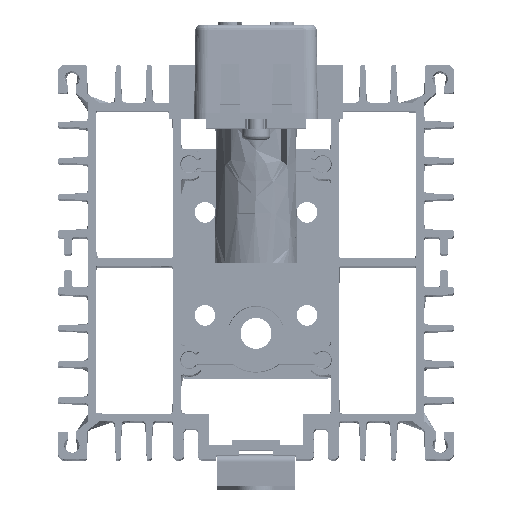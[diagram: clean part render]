
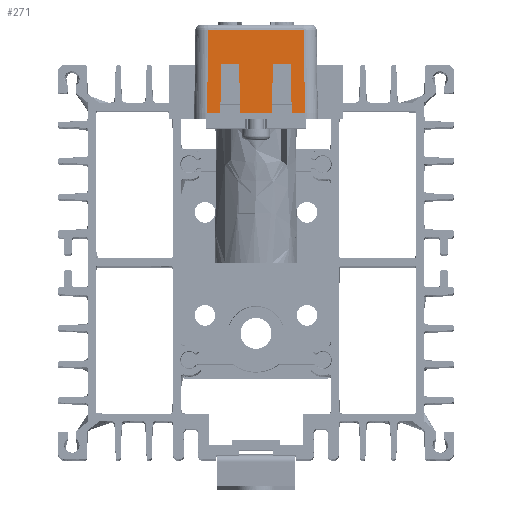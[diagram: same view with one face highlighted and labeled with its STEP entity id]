
A CAD part, top view. The second image highlights one B-rep face of the part: STEP entity #271.
In plain terms, the highlighted planar face has unit normal (0, 0.035, 0.999).
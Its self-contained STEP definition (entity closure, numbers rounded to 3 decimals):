
#271=ADVANCED_FACE($,(#867),#7526,.T.);
#867=FACE_OUTER_BOUND($,#1427,.T.);
#1427=EDGE_LOOP($,(#2920,#2921,#2922,#2923,#2924,#2925,#2926,#2927,#2928,
#2929,#2930,#2931));
#2920=ORIENTED_EDGE($,*,*,#5300,.T.);
#2921=ORIENTED_EDGE($,*,*,#5139,.F.);
#2922=ORIENTED_EDGE($,*,*,#5292,.F.);
#2923=ORIENTED_EDGE($,*,*,#5294,.F.);
#2924=ORIENTED_EDGE($,*,*,#5293,.F.);
#2925=ORIENTED_EDGE($,*,*,#5113,.F.);
#2926=ORIENTED_EDGE($,*,*,#5234,.F.);
#2927=ORIENTED_EDGE($,*,*,#5235,.F.);
#2928=ORIENTED_EDGE($,*,*,#5236,.F.);
#2929=ORIENTED_EDGE($,*,*,#5158,.F.);
#2930=ORIENTED_EDGE($,*,*,#5301,.T.);
#2931=ORIENTED_EDGE($,*,*,#5302,.T.);
#5113=EDGE_CURVE($,#6443,#6446,#8009,.T.);
#5139=EDGE_CURVE($,#6458,#6460,#8035,.T.);
#5158=EDGE_CURVE($,#6474,#6471,#8054,.T.);
#5234=EDGE_CURVE($,#6520,#6443,#8736,.T.);
#5235=EDGE_CURVE($,#6521,#6520,#8737,.T.);
#5236=EDGE_CURVE($,#6471,#6521,#8738,.T.);
#5292=EDGE_CURVE($,#6549,#6458,#8131,.T.);
#5293=EDGE_CURVE($,#6446,#6550,#8132,.T.);
#5294=EDGE_CURVE($,#6550,#6549,#8133,.T.);
#5300=EDGE_CURVE($,#6553,#6460,#8139,.T.);
#5301=EDGE_CURVE($,#6474,#6554,#8140,.T.);
#5302=EDGE_CURVE($,#6554,#6553,#8141,.T.);
#6443=VERTEX_POINT($,#13569);
#6446=VERTEX_POINT($,#13572);
#6458=VERTEX_POINT($,#13584);
#6460=VERTEX_POINT($,#13586);
#6471=VERTEX_POINT($,#13597);
#6474=VERTEX_POINT($,#13600);
#6520=VERTEX_POINT($,#13646);
#6521=VERTEX_POINT($,#13647);
#6549=VERTEX_POINT($,#13675);
#6550=VERTEX_POINT($,#13676);
#6553=VERTEX_POINT($,#13679);
#6554=VERTEX_POINT($,#13680);
#7526=PLANE($,#9387);
#8009=B_SPLINE_CURVE_WITH_KNOTS($,1,(#12201,#12202),.UNSPECIFIED.,.F.,.F.,
(2,2),(60.523,63.074),.UNSPECIFIED.);
#8035=B_SPLINE_CURVE_WITH_KNOTS($,1,(#12299,#12300),.UNSPECIFIED.,.F.,.F.,
(2,2),(66.974,73.074),.UNSPECIFIED.);
#8054=B_SPLINE_CURVE_WITH_KNOTS($,1,(#12367,#12368),.UNSPECIFIED.,.F.,.F.,
(2,2),(76.975,79.525),.UNSPECIFIED.);
#8131=B_SPLINE_CURVE_WITH_KNOTS($,3,(#12823,#12824,#12825,#12826),.UNSPECIFIED.,
.F.,.F.,(4,4),(0.,9.559),.UNSPECIFIED.);
#8132=B_SPLINE_CURVE_WITH_KNOTS($,3,(#12827,#12828,#12829,#12830),.UNSPECIFIED.,
.F.,.F.,(4,4),(-9.559,0.),.UNSPECIFIED.);
#8133=B_SPLINE_CURVE_WITH_KNOTS($,3,(#12831,#12832,#12833,#12834),.UNSPECIFIED.,
.F.,.F.,(4,4),(-3.4,0.),.UNSPECIFIED.);
#8139=B_SPLINE_CURVE_WITH_KNOTS($,3,(#12855,#12856,#12857,#12858),.UNSPECIFIED.,
.F.,.F.,(4,4),(0.,9.559),.UNSPECIFIED.);
#8140=B_SPLINE_CURVE_WITH_KNOTS($,3,(#12859,#12860,#12861,#12862),.UNSPECIFIED.,
.F.,.F.,(4,4),(-9.559,0.),.UNSPECIFIED.);
#8141=B_SPLINE_CURVE_WITH_KNOTS($,3,(#12863,#12864,#12865,#12866),.UNSPECIFIED.,
.F.,.F.,(4,4),(-3.4,0.),.UNSPECIFIED.);
#8736=(
BOUNDED_CURVE()
B_SPLINE_CURVE(3,(#12608,#12609,#12610,#12611),.UNSPECIFIED.,.F.,.F.)
B_SPLINE_CURVE_WITH_KNOTS((4,4),(0.93,17.226),.UNSPECIFIED.)
CURVE()
GEOMETRIC_REPRESENTATION_ITEM()
RATIONAL_B_SPLINE_CURVE((1.,1.,1.,1.))
REPRESENTATION_ITEM($)
);
#8737=(
BOUNDED_CURVE()
B_SPLINE_CURVE(3,(#12612,#12613,#12614,#12615),.UNSPECIFIED.,.F.,.F.)
B_SPLINE_CURVE_WITH_KNOTS((4,4),(2.485,21.015),.UNSPECIFIED.)
CURVE()
GEOMETRIC_REPRESENTATION_ITEM()
RATIONAL_B_SPLINE_CURVE((1.,1.,1.,1.))
REPRESENTATION_ITEM($)
);
#8738=(
BOUNDED_CURVE()
B_SPLINE_CURVE(3,(#12616,#12617,#12618,#12619),.UNSPECIFIED.,.F.,.F.)
B_SPLINE_CURVE_WITH_KNOTS((4,4),(0.036,16.333),.UNSPECIFIED.)
CURVE()
GEOMETRIC_REPRESENTATION_ITEM()
RATIONAL_B_SPLINE_CURVE((1.,1.,1.,1.))
REPRESENTATION_ITEM($)
);
#9387=AXIS2_PLACEMENT_3D($,#13495,#9695,$);
#9695=DIRECTION($,(0.,0.035,0.999));
#12201=CARTESIAN_POINT($,(277.051,26.208,116.374));
#12202=CARTESIAN_POINT($,(274.5,26.208,116.374));
#12299=CARTESIAN_POINT($,(270.6,26.208,116.374));
#12300=CARTESIAN_POINT($,(264.5,26.208,116.374));
#12367=CARTESIAN_POINT($,(260.6,26.208,116.374));
#12368=CARTESIAN_POINT($,(258.049,26.208,116.374));
#12608=CARTESIAN_POINT($,(276.815,42.493,115.808));
#12609=CARTESIAN_POINT($,(276.894,37.065,115.996));
#12610=CARTESIAN_POINT($,(276.972,31.636,116.185));
#12611=CARTESIAN_POINT($,(277.051,26.208,116.374));
#12612=CARTESIAN_POINT($,(258.285,42.493,115.808));
#12613=CARTESIAN_POINT($,(264.462,42.493,115.808));
#12614=CARTESIAN_POINT($,(270.638,42.493,115.808));
#12615=CARTESIAN_POINT($,(276.815,42.493,115.808));
#12616=CARTESIAN_POINT($,(258.049,26.208,116.374));
#12617=CARTESIAN_POINT($,(258.128,31.636,116.185));
#12618=CARTESIAN_POINT($,(258.206,37.065,115.996));
#12619=CARTESIAN_POINT($,(258.285,42.493,115.808));
#12823=CARTESIAN_POINT($,(270.85,35.758,116.042));
#12824=CARTESIAN_POINT($,(270.767,32.575,116.152));
#12825=CARTESIAN_POINT($,(270.683,29.391,116.263));
#12826=CARTESIAN_POINT($,(270.6,26.208,116.374));
#12827=CARTESIAN_POINT($,(274.5,26.208,116.374));
#12828=CARTESIAN_POINT($,(274.417,29.391,116.263));
#12829=CARTESIAN_POINT($,(274.333,32.575,116.152));
#12830=CARTESIAN_POINT($,(274.25,35.758,116.042));
#12831=CARTESIAN_POINT($,(274.25,35.758,116.042));
#12832=CARTESIAN_POINT($,(273.117,35.758,116.042));
#12833=CARTESIAN_POINT($,(271.983,35.758,116.042));
#12834=CARTESIAN_POINT($,(270.85,35.758,116.042));
#12855=CARTESIAN_POINT($,(264.25,35.758,116.042));
#12856=CARTESIAN_POINT($,(264.333,32.575,116.152));
#12857=CARTESIAN_POINT($,(264.417,29.391,116.263));
#12858=CARTESIAN_POINT($,(264.5,26.208,116.374));
#12859=CARTESIAN_POINT($,(260.6,26.208,116.374));
#12860=CARTESIAN_POINT($,(260.683,29.391,116.263));
#12861=CARTESIAN_POINT($,(260.767,32.575,116.152));
#12862=CARTESIAN_POINT($,(260.85,35.758,116.042));
#12863=CARTESIAN_POINT($,(260.85,35.758,116.042));
#12864=CARTESIAN_POINT($,(261.983,35.758,116.042));
#12865=CARTESIAN_POINT($,(263.117,35.758,116.042));
#12866=CARTESIAN_POINT($,(264.25,35.758,116.042));
#13495=CARTESIAN_POINT($,(277.051,26.208,116.374));
#13569=CARTESIAN_POINT($,(277.051,26.208,116.374));
#13572=CARTESIAN_POINT($,(274.5,26.208,116.374));
#13584=CARTESIAN_POINT($,(270.6,26.208,116.374));
#13586=CARTESIAN_POINT($,(264.5,26.208,116.374));
#13597=CARTESIAN_POINT($,(258.049,26.208,116.374));
#13600=CARTESIAN_POINT($,(260.6,26.208,116.374));
#13646=CARTESIAN_POINT($,(276.815,42.493,115.808));
#13647=CARTESIAN_POINT($,(258.285,42.493,115.808));
#13675=CARTESIAN_POINT($,(270.85,35.758,116.042));
#13676=CARTESIAN_POINT($,(274.25,35.758,116.042));
#13679=CARTESIAN_POINT($,(264.25,35.758,116.042));
#13680=CARTESIAN_POINT($,(260.85,35.758,116.042));
